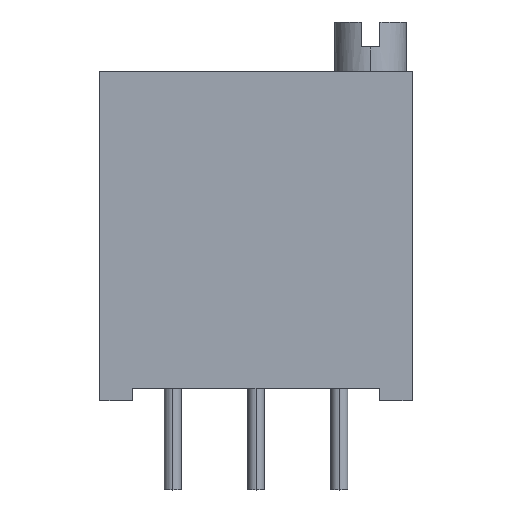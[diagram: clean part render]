
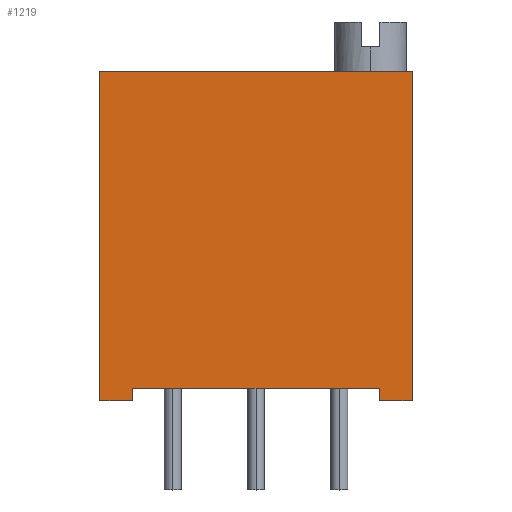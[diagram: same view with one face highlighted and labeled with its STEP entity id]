
A CAD part, top view. The second image highlights one B-rep face of the part: STEP entity #1219.
In plain terms, the highlighted planar face has unit normal (0, 0, 1).
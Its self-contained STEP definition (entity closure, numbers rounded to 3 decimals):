
#1219 = ADVANCED_FACE('',(#1220),#1234,.T.);
#1220 = FACE_BOUND('',#1221,.T.);
#1221 = EDGE_LOOP('',(#1222,#1257,#1285,#1313,#1341,#1369,#1397,#1425));
#1222 = ORIENTED_EDGE('',*,*,#1223,.T.);
#1223 = EDGE_CURVE('',#1224,#1226,#1228,.T.);
#1224 = VERTEX_POINT('',#1225);
#1225 = CARTESIAN_POINT('',(4.765,0.,2.42));
#1226 = VERTEX_POINT('',#1227);
#1227 = CARTESIAN_POINT('',(4.765,10.03,2.42));
#1228 = SURFACE_CURVE('',#1229,(#1233,#1245),.PCURVE_S1.);
#1229 = LINE('',#1230,#1231);
#1230 = CARTESIAN_POINT('',(4.765,0.,2.42));
#1231 = VECTOR('',#1232,1.);
#1232 = DIRECTION('',(-0.,1.,0.));
#1233 = PCURVE('',#1234,#1239);
#1234 = PLANE('',#1235);
#1235 = AXIS2_PLACEMENT_3D('',#1236,#1237,#1238);
#1236 = CARTESIAN_POINT('',(0.,0.,2.42));
#1237 = DIRECTION('',(0.,0.,1.));
#1238 = DIRECTION('',(1.,0.,-0.));
#1239 = DEFINITIONAL_REPRESENTATION('',(#1240),#1244);
#1240 = LINE('',#1241,#1242);
#1241 = CARTESIAN_POINT('',(4.765,0.));
#1242 = VECTOR('',#1243,1.);
#1243 = DIRECTION('',(0.,1.));
#1244 = ( GEOMETRIC_REPRESENTATION_CONTEXT(2) 
PARAMETRIC_REPRESENTATION_CONTEXT() REPRESENTATION_CONTEXT('2D SPACE',''
  ) );
#1245 = PCURVE('',#1246,#1251);
#1246 = PLANE('',#1247);
#1247 = AXIS2_PLACEMENT_3D('',#1248,#1249,#1250);
#1248 = CARTESIAN_POINT('',(4.765,0.,-2.41));
#1249 = DIRECTION('',(1.,0.,0.));
#1250 = DIRECTION('',(0.,1.,0.));
#1251 = DEFINITIONAL_REPRESENTATION('',(#1252),#1256);
#1252 = LINE('',#1253,#1254);
#1253 = CARTESIAN_POINT('',(0.,4.83));
#1254 = VECTOR('',#1255,1.);
#1255 = DIRECTION('',(1.,0.));
#1256 = ( GEOMETRIC_REPRESENTATION_CONTEXT(2) 
PARAMETRIC_REPRESENTATION_CONTEXT() REPRESENTATION_CONTEXT('2D SPACE',''
  ) );
#1257 = ORIENTED_EDGE('',*,*,#1258,.T.);
#1258 = EDGE_CURVE('',#1226,#1259,#1261,.T.);
#1259 = VERTEX_POINT('',#1260);
#1260 = CARTESIAN_POINT('',(-4.765,10.03,2.42));
#1261 = SURFACE_CURVE('',#1262,(#1266,#1273),.PCURVE_S1.);
#1262 = LINE('',#1263,#1264);
#1263 = CARTESIAN_POINT('',(0.,10.03,2.42));
#1264 = VECTOR('',#1265,1.);
#1265 = DIRECTION('',(-1.,-0.,0.));
#1266 = PCURVE('',#1234,#1267);
#1267 = DEFINITIONAL_REPRESENTATION('',(#1268),#1272);
#1268 = LINE('',#1269,#1270);
#1269 = CARTESIAN_POINT('',(0.,10.03));
#1270 = VECTOR('',#1271,1.);
#1271 = DIRECTION('',(-1.,0.));
#1272 = ( GEOMETRIC_REPRESENTATION_CONTEXT(2) 
PARAMETRIC_REPRESENTATION_CONTEXT() REPRESENTATION_CONTEXT('2D SPACE',''
  ) );
#1273 = PCURVE('',#1274,#1279);
#1274 = PLANE('',#1275);
#1275 = AXIS2_PLACEMENT_3D('',#1276,#1277,#1278);
#1276 = CARTESIAN_POINT('',(4.765,10.03,-2.41));
#1277 = DIRECTION('',(0.,1.,0.));
#1278 = DIRECTION('',(0.,-0.,1.));
#1279 = DEFINITIONAL_REPRESENTATION('',(#1280),#1284);
#1280 = LINE('',#1281,#1282);
#1281 = CARTESIAN_POINT('',(4.83,-4.765));
#1282 = VECTOR('',#1283,1.);
#1283 = DIRECTION('',(0.,-1.));
#1284 = ( GEOMETRIC_REPRESENTATION_CONTEXT(2) 
PARAMETRIC_REPRESENTATION_CONTEXT() REPRESENTATION_CONTEXT('2D SPACE',''
  ) );
#1285 = ORIENTED_EDGE('',*,*,#1286,.T.);
#1286 = EDGE_CURVE('',#1259,#1287,#1289,.T.);
#1287 = VERTEX_POINT('',#1288);
#1288 = CARTESIAN_POINT('',(-4.765,0.,2.42));
#1289 = SURFACE_CURVE('',#1290,(#1294,#1301),.PCURVE_S1.);
#1290 = LINE('',#1291,#1292);
#1291 = CARTESIAN_POINT('',(-4.765,0.,2.42));
#1292 = VECTOR('',#1293,1.);
#1293 = DIRECTION('',(0.,-1.,-0.));
#1294 = PCURVE('',#1234,#1295);
#1295 = DEFINITIONAL_REPRESENTATION('',(#1296),#1300);
#1296 = LINE('',#1297,#1298);
#1297 = CARTESIAN_POINT('',(-4.765,0.));
#1298 = VECTOR('',#1299,1.);
#1299 = DIRECTION('',(0.,-1.));
#1300 = ( GEOMETRIC_REPRESENTATION_CONTEXT(2) 
PARAMETRIC_REPRESENTATION_CONTEXT() REPRESENTATION_CONTEXT('2D SPACE',''
  ) );
#1301 = PCURVE('',#1302,#1307);
#1302 = PLANE('',#1303);
#1303 = AXIS2_PLACEMENT_3D('',#1304,#1305,#1306);
#1304 = CARTESIAN_POINT('',(-4.765,10.03,-2.41));
#1305 = DIRECTION('',(-1.,0.,0.));
#1306 = DIRECTION('',(0.,-1.,0.));
#1307 = DEFINITIONAL_REPRESENTATION('',(#1308),#1312);
#1308 = LINE('',#1309,#1310);
#1309 = CARTESIAN_POINT('',(10.03,4.83));
#1310 = VECTOR('',#1311,1.);
#1311 = DIRECTION('',(1.,0.));
#1312 = ( GEOMETRIC_REPRESENTATION_CONTEXT(2) 
PARAMETRIC_REPRESENTATION_CONTEXT() REPRESENTATION_CONTEXT('2D SPACE',''
  ) );
#1313 = ORIENTED_EDGE('',*,*,#1314,.F.);
#1314 = EDGE_CURVE('',#1315,#1287,#1317,.T.);
#1315 = VERTEX_POINT('',#1316);
#1316 = CARTESIAN_POINT('',(-3.765,0.,2.42));
#1317 = SURFACE_CURVE('',#1318,(#1322,#1329),.PCURVE_S1.);
#1318 = LINE('',#1319,#1320);
#1319 = CARTESIAN_POINT('',(-4.765,0.,2.42));
#1320 = VECTOR('',#1321,1.);
#1321 = DIRECTION('',(-1.,-0.,-0.));
#1322 = PCURVE('',#1234,#1323);
#1323 = DEFINITIONAL_REPRESENTATION('',(#1324),#1328);
#1324 = LINE('',#1325,#1326);
#1325 = CARTESIAN_POINT('',(-4.765,0.));
#1326 = VECTOR('',#1327,1.);
#1327 = DIRECTION('',(-1.,0.));
#1328 = ( GEOMETRIC_REPRESENTATION_CONTEXT(2) 
PARAMETRIC_REPRESENTATION_CONTEXT() REPRESENTATION_CONTEXT('2D SPACE',''
  ) );
#1329 = PCURVE('',#1330,#1335);
#1330 = PLANE('',#1331);
#1331 = AXIS2_PLACEMENT_3D('',#1332,#1333,#1334);
#1332 = CARTESIAN_POINT('',(-4.765,0.,-2.41));
#1333 = DIRECTION('',(0.,-1.,0.));
#1334 = DIRECTION('',(0.,-0.,-1.));
#1335 = DEFINITIONAL_REPRESENTATION('',(#1336),#1340);
#1336 = LINE('',#1337,#1338);
#1337 = CARTESIAN_POINT('',(-4.83,0.));
#1338 = VECTOR('',#1339,1.);
#1339 = DIRECTION('',(0.,-1.));
#1340 = ( GEOMETRIC_REPRESENTATION_CONTEXT(2) 
PARAMETRIC_REPRESENTATION_CONTEXT() REPRESENTATION_CONTEXT('2D SPACE',''
  ) );
#1341 = ORIENTED_EDGE('',*,*,#1342,.F.);
#1342 = EDGE_CURVE('',#1343,#1315,#1345,.T.);
#1343 = VERTEX_POINT('',#1344);
#1344 = CARTESIAN_POINT('',(-3.765,0.38,2.42));
#1345 = SURFACE_CURVE('',#1346,(#1350,#1357),.PCURVE_S1.);
#1346 = LINE('',#1347,#1348);
#1347 = CARTESIAN_POINT('',(-3.765,0.,2.42));
#1348 = VECTOR('',#1349,1.);
#1349 = DIRECTION('',(-0.,-1.,-0.));
#1350 = PCURVE('',#1234,#1351);
#1351 = DEFINITIONAL_REPRESENTATION('',(#1352),#1356);
#1352 = LINE('',#1353,#1354);
#1353 = CARTESIAN_POINT('',(-3.765,0.));
#1354 = VECTOR('',#1355,1.);
#1355 = DIRECTION('',(0.,-1.));
#1356 = ( GEOMETRIC_REPRESENTATION_CONTEXT(2) 
PARAMETRIC_REPRESENTATION_CONTEXT() REPRESENTATION_CONTEXT('2D SPACE',''
  ) );
#1357 = PCURVE('',#1358,#1363);
#1358 = PLANE('',#1359);
#1359 = AXIS2_PLACEMENT_3D('',#1360,#1361,#1362);
#1360 = CARTESIAN_POINT('',(-3.765,0.,-2.41));
#1361 = DIRECTION('',(1.,-0.,0.));
#1362 = DIRECTION('',(0.,0.,-1.));
#1363 = DEFINITIONAL_REPRESENTATION('',(#1364),#1368);
#1364 = LINE('',#1365,#1366);
#1365 = CARTESIAN_POINT('',(-4.83,0.));
#1366 = VECTOR('',#1367,1.);
#1367 = DIRECTION('',(0.,-1.));
#1368 = ( GEOMETRIC_REPRESENTATION_CONTEXT(2) 
PARAMETRIC_REPRESENTATION_CONTEXT() REPRESENTATION_CONTEXT('2D SPACE',''
  ) );
#1369 = ORIENTED_EDGE('',*,*,#1370,.T.);
#1370 = EDGE_CURVE('',#1343,#1371,#1373,.T.);
#1371 = VERTEX_POINT('',#1372);
#1372 = CARTESIAN_POINT('',(3.765,0.38,2.42));
#1373 = SURFACE_CURVE('',#1374,(#1378,#1385),.PCURVE_S1.);
#1374 = LINE('',#1375,#1376);
#1375 = CARTESIAN_POINT('',(0.,0.38,2.42));
#1376 = VECTOR('',#1377,1.);
#1377 = DIRECTION('',(1.,0.,-0.));
#1378 = PCURVE('',#1234,#1379);
#1379 = DEFINITIONAL_REPRESENTATION('',(#1380),#1384);
#1380 = LINE('',#1381,#1382);
#1381 = CARTESIAN_POINT('',(0.,0.38));
#1382 = VECTOR('',#1383,1.);
#1383 = DIRECTION('',(1.,0.));
#1384 = ( GEOMETRIC_REPRESENTATION_CONTEXT(2) 
PARAMETRIC_REPRESENTATION_CONTEXT() REPRESENTATION_CONTEXT('2D SPACE',''
  ) );
#1385 = PCURVE('',#1386,#1391);
#1386 = PLANE('',#1387);
#1387 = AXIS2_PLACEMENT_3D('',#1388,#1389,#1390);
#1388 = CARTESIAN_POINT('',(-3.765,0.38,-2.41));
#1389 = DIRECTION('',(0.,-1.,0.));
#1390 = DIRECTION('',(0.,-0.,-1.));
#1391 = DEFINITIONAL_REPRESENTATION('',(#1392),#1396);
#1392 = LINE('',#1393,#1394);
#1393 = CARTESIAN_POINT('',(-4.83,3.765));
#1394 = VECTOR('',#1395,1.);
#1395 = DIRECTION('',(0.,1.));
#1396 = ( GEOMETRIC_REPRESENTATION_CONTEXT(2) 
PARAMETRIC_REPRESENTATION_CONTEXT() REPRESENTATION_CONTEXT('2D SPACE',''
  ) );
#1397 = ORIENTED_EDGE('',*,*,#1398,.F.);
#1398 = EDGE_CURVE('',#1399,#1371,#1401,.T.);
#1399 = VERTEX_POINT('',#1400);
#1400 = CARTESIAN_POINT('',(3.765,0.,2.42));
#1401 = SURFACE_CURVE('',#1402,(#1406,#1413),.PCURVE_S1.);
#1402 = LINE('',#1403,#1404);
#1403 = CARTESIAN_POINT('',(3.765,0.38,2.42));
#1404 = VECTOR('',#1405,1.);
#1405 = DIRECTION('',(0.,1.,-0.));
#1406 = PCURVE('',#1234,#1407);
#1407 = DEFINITIONAL_REPRESENTATION('',(#1408),#1412);
#1408 = LINE('',#1409,#1410);
#1409 = CARTESIAN_POINT('',(3.765,0.38));
#1410 = VECTOR('',#1411,1.);
#1411 = DIRECTION('',(0.,1.));
#1412 = ( GEOMETRIC_REPRESENTATION_CONTEXT(2) 
PARAMETRIC_REPRESENTATION_CONTEXT() REPRESENTATION_CONTEXT('2D SPACE',''
  ) );
#1413 = PCURVE('',#1414,#1419);
#1414 = PLANE('',#1415);
#1415 = AXIS2_PLACEMENT_3D('',#1416,#1417,#1418);
#1416 = CARTESIAN_POINT('',(3.765,0.38,-2.41));
#1417 = DIRECTION('',(-1.,0.,0.));
#1418 = DIRECTION('',(0.,0.,1.));
#1419 = DEFINITIONAL_REPRESENTATION('',(#1420),#1424);
#1420 = LINE('',#1421,#1422);
#1421 = CARTESIAN_POINT('',(4.83,0.));
#1422 = VECTOR('',#1423,1.);
#1423 = DIRECTION('',(0.,1.));
#1424 = ( GEOMETRIC_REPRESENTATION_CONTEXT(2) 
PARAMETRIC_REPRESENTATION_CONTEXT() REPRESENTATION_CONTEXT('2D SPACE',''
  ) );
#1425 = ORIENTED_EDGE('',*,*,#1426,.F.);
#1426 = EDGE_CURVE('',#1224,#1399,#1427,.T.);
#1427 = SURFACE_CURVE('',#1428,(#1432,#1439),.PCURVE_S1.);
#1428 = LINE('',#1429,#1430);
#1429 = CARTESIAN_POINT('',(3.765,0.,2.42));
#1430 = VECTOR('',#1431,1.);
#1431 = DIRECTION('',(-1.,-0.,-0.));
#1432 = PCURVE('',#1234,#1433);
#1433 = DEFINITIONAL_REPRESENTATION('',(#1434),#1438);
#1434 = LINE('',#1435,#1436);
#1435 = CARTESIAN_POINT('',(3.765,0.));
#1436 = VECTOR('',#1437,1.);
#1437 = DIRECTION('',(-1.,0.));
#1438 = ( GEOMETRIC_REPRESENTATION_CONTEXT(2) 
PARAMETRIC_REPRESENTATION_CONTEXT() REPRESENTATION_CONTEXT('2D SPACE',''
  ) );
#1439 = PCURVE('',#1440,#1445);
#1440 = PLANE('',#1441);
#1441 = AXIS2_PLACEMENT_3D('',#1442,#1443,#1444);
#1442 = CARTESIAN_POINT('',(3.765,0.,-2.41));
#1443 = DIRECTION('',(0.,-1.,0.));
#1444 = DIRECTION('',(0.,-0.,-1.));
#1445 = DEFINITIONAL_REPRESENTATION('',(#1446),#1450);
#1446 = LINE('',#1447,#1448);
#1447 = CARTESIAN_POINT('',(-4.83,0.));
#1448 = VECTOR('',#1449,1.);
#1449 = DIRECTION('',(0.,-1.));
#1450 = ( GEOMETRIC_REPRESENTATION_CONTEXT(2) 
PARAMETRIC_REPRESENTATION_CONTEXT() REPRESENTATION_CONTEXT('2D SPACE',''
  ) );
